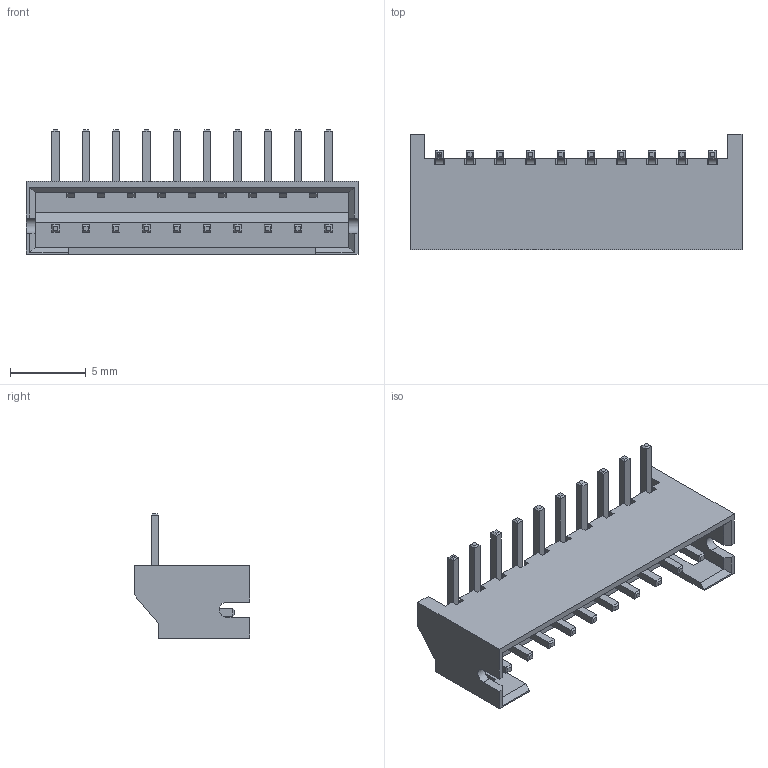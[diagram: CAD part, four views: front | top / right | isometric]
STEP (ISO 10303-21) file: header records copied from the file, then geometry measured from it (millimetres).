
FILE_DESCRIPTION (( 'STEP AP214' ), '1' );
FILE_NAME ('JST-S10B-PH-K-S.STEP', '2020-12-29T22:16:27', ( '' ), ( '' ), 'SwSTEP 2.0', 'SolidWorks 2020', '' );
FILE_SCHEMA (( 'AUTOMOTIVE_DESIGN' ));
Length unit declared in the file: millimetre
Products named in the file (1): JST-S10B-PH-K-S
Bounding box: 21.9 x 7.6 x 8.2 mm (x, y, z)
Volume: 285.6 mm3; surface area: 877.8 mm2
Topology: 1 solids, 1 shells, 353 faces, 874 edges, 540 vertices
Faces by surface type: plane 309, bspline 40, cylinder 4
Entity records: 15284 total; most frequent: CARTESIAN_POINT 3168, ORIENTED_EDGE 1748, DIRECTION 1550, EDGE_CURVE 874, LINE 826, VECTOR 826, VERTEX_POINT 540, EDGE_LOOP 374
